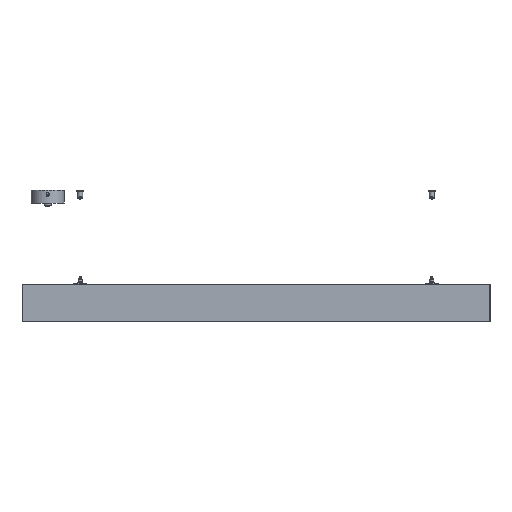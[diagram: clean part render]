
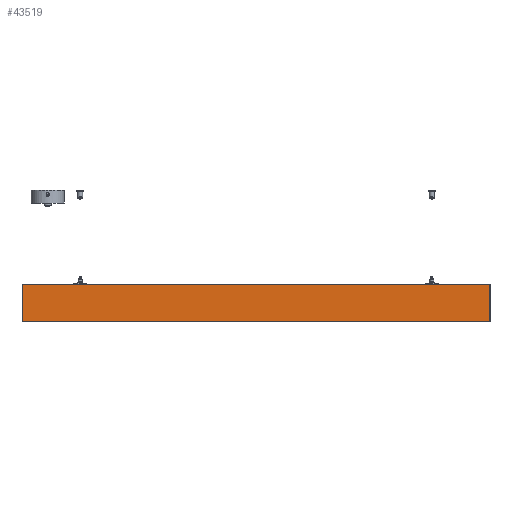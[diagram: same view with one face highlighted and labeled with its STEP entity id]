
A CAD part, left-side view. The second image highlights one B-rep face of the part: STEP entity #43519.
In plain terms, the highlighted planar face has unit normal (-1, 0, 0).
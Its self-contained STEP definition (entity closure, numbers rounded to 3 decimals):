
#1792=PLANE('',#48374);
#4574=FACE_OUTER_BOUND('',#7182,.T.);
#7182=EDGE_LOOP('',(#38204,#38205,#38206,#38207));
#8969=LINE('',#68293,#12276);
#9774=LINE('',#75877,#13081);
#10536=LINE('',#84117,#13843);
#10537=LINE('',#84119,#13844);
#12276=VECTOR('',#53420,10.);
#13081=VECTOR('',#57127,10.);
#13843=VECTOR('',#60547,10.);
#13844=VECTOR('',#60550,10.);
#18231=VERTEX_POINT('',#68290);
#18232=VERTEX_POINT('',#68292);
#19373=VERTEX_POINT('',#75874);
#19374=VERTEX_POINT('',#75876);
#22974=EDGE_CURVE('',#18231,#18232,#8969,.T.);
#24795=EDGE_CURVE('',#19373,#19374,#9774,.T.);
#26546=EDGE_CURVE('',#18232,#19373,#10536,.T.);
#26547=EDGE_CURVE('',#18231,#19374,#10537,.T.);
#38204=ORIENTED_EDGE('',*,*,#26546,.F.);
#38205=ORIENTED_EDGE('',*,*,#22974,.F.);
#38206=ORIENTED_EDGE('',*,*,#26547,.T.);
#38207=ORIENTED_EDGE('',*,*,#24795,.F.);
#43519=ADVANCED_FACE('',(#4574),#1792,.T.);
#48374=AXIS2_PLACEMENT_3D('',#84118,#60548,#60549);
#53420=DIRECTION('',(0.,0.,1.));
#57127=DIRECTION('',(0.,0.,-1.));
#60547=DIRECTION('',(0.,-1.,0.));
#60548=DIRECTION('center_axis',(-1.,0.,0.));
#60549=DIRECTION('ref_axis',(0.,0.,1.));
#60550=DIRECTION('',(0.,-1.,0.));
#68290=CARTESIAN_POINT('',(-38.,563.25,-79.8));
#68292=CARTESIAN_POINT('',(-38.,563.25,9.7));
#68293=CARTESIAN_POINT('',(-38.,563.25,9.7));
#75874=CARTESIAN_POINT('',(-38.,-563.25,9.7));
#75876=CARTESIAN_POINT('',(-38.,-563.25,-79.8));
#75877=CARTESIAN_POINT('',(-38.,-563.25,9.7));
#84117=CARTESIAN_POINT('',(-38.,0.,9.7));
#84118=CARTESIAN_POINT('Origin',(-38.,0.,-79.8));
#84119=CARTESIAN_POINT('',(-38.,0.,-79.8));
